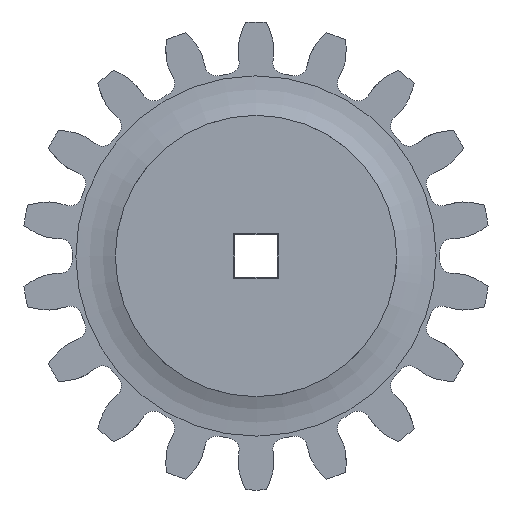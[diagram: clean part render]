
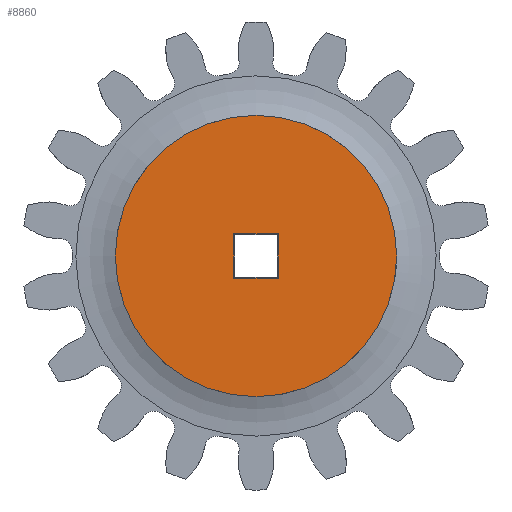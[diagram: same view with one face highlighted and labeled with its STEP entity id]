
A CAD part, front view. The second image highlights one B-rep face of the part: STEP entity #8860.
In plain terms, the highlighted face is planar.
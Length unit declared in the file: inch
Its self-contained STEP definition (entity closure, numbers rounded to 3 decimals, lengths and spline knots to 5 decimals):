
#587=LINE('',#18006,#1130);
#588=LINE('',#18008,#1131);
#589=LINE('',#18010,#1132);
#590=LINE('',#18011,#1133);
#1130=VECTOR('',#11157,39.37008);
#1131=VECTOR('',#11158,39.37008);
#1132=VECTOR('',#11159,39.37008);
#1133=VECTOR('',#11160,39.37008);
#1551=FACE_BOUND('',#2271,.T.);
#1633=PLANE('',#9507);
#1781=FACE_OUTER_BOUND('',#2270,.T.);
#2270=EDGE_LOOP('',(#6550));
#2271=EDGE_LOOP('',(#6551,#6552,#6553,#6554));
#2792=CIRCLE('',#9508,0.82677);
#3699=VERTEX_POINT('',#18002);
#3700=VERTEX_POINT('',#18004);
#3701=VERTEX_POINT('',#18005);
#3702=VERTEX_POINT('',#18007);
#3703=VERTEX_POINT('',#18009);
#4772=EDGE_CURVE('',#3699,#3699,#2792,.T.);
#4773=EDGE_CURVE('',#3700,#3701,#587,.T.);
#4774=EDGE_CURVE('',#3700,#3702,#588,.T.);
#4775=EDGE_CURVE('',#3702,#3703,#589,.T.);
#4776=EDGE_CURVE('',#3701,#3703,#590,.T.);
#6550=ORIENTED_EDGE('',*,*,#4772,.T.);
#6551=ORIENTED_EDGE('',*,*,#4773,.F.);
#6552=ORIENTED_EDGE('',*,*,#4774,.T.);
#6553=ORIENTED_EDGE('',*,*,#4775,.T.);
#6554=ORIENTED_EDGE('',*,*,#4776,.F.);
#8860=ADVANCED_FACE('',(#1781,#1551),#1633,.T.);
#9507=AXIS2_PLACEMENT_3D('',#18001,#11153,#11154);
#9508=AXIS2_PLACEMENT_3D('',#18003,#11155,#11156);
#11153=DIRECTION('center_axis',(0.,0.,1.));
#11154=DIRECTION('ref_axis',(1.,0.,0.));
#11155=DIRECTION('center_axis',(0.,0.,1.));
#11156=DIRECTION('ref_axis',(1.,0.,0.));
#11157=DIRECTION('',(-1.,0.,0.));
#11158=DIRECTION('',(0.,-1.,0.));
#11159=DIRECTION('',(-1.,0.,0.));
#11160=DIRECTION('',(0.,-1.,0.));
#18001=CARTESIAN_POINT('Origin',(0.,0.,0.28543));
#18002=CARTESIAN_POINT('',(-0.82677,0.,0.28543));
#18003=CARTESIAN_POINT('Origin',(0.,0.,0.28543));
#18004=CARTESIAN_POINT('',(0.13,0.13,0.28543));
#18005=CARTESIAN_POINT('',(-0.13,0.13,0.28543));
#18006=CARTESIAN_POINT('',(0.,0.13,0.28543));
#18007=CARTESIAN_POINT('',(0.13,-0.13,0.28543));
#18008=CARTESIAN_POINT('',(0.13,0.,0.28543));
#18009=CARTESIAN_POINT('',(-0.13,-0.13,0.28543));
#18010=CARTESIAN_POINT('',(0.,-0.13,0.28543));
#18011=CARTESIAN_POINT('',(-0.13,0.,0.28543));
